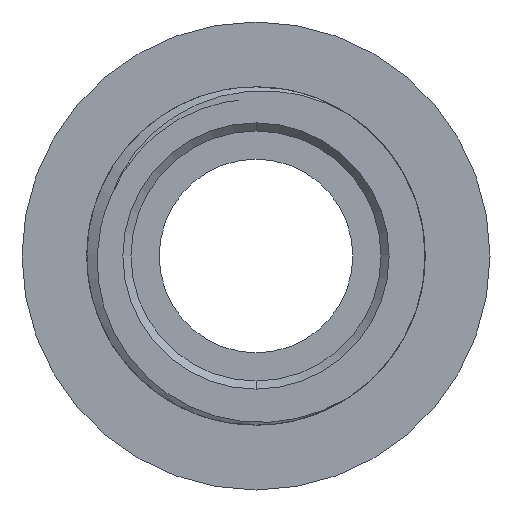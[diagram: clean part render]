
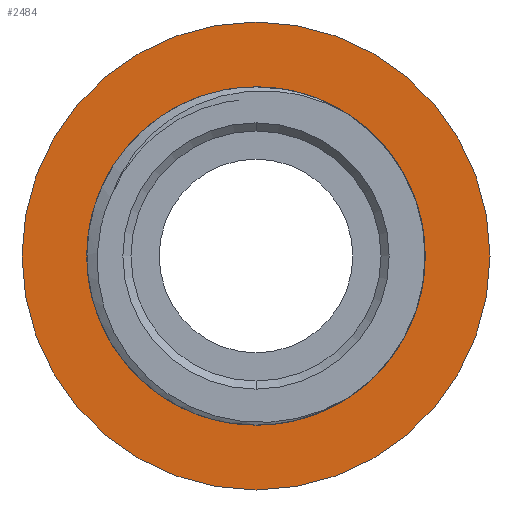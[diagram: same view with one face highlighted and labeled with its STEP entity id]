
A CAD part, front view. The second image highlights one B-rep face of the part: STEP entity #2484.
In plain terms, the highlighted planar face has unit normal (0, -1, 0).
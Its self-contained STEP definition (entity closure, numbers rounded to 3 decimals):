
#53 = CARTESIAN_POINT ( 'NONE',  ( 0., -9., 0. ) ) ;
#244 = CIRCLE ( 'NONE', #2201, 29. ) ;
#389 = ORIENTED_EDGE ( 'NONE', *, *, #1161, .F. ) ;
#437 = CARTESIAN_POINT ( 'NONE',  ( 0., -9., 0. ) ) ;
#675 = CARTESIAN_POINT ( 'NONE',  ( 0., -9., 29. ) ) ;
#855 = DIRECTION ( 'NONE',  ( 0., 0., -1. ) ) ;
#935 = CIRCLE ( 'NONE', #5188, 29. ) ;
#1086 = VERTEX_POINT ( 'NONE', #3139 ) ;
#1161 = EDGE_CURVE ( 'NONE', #3058, #4425, #5278, .T. ) ;
#1752 = ORIENTED_EDGE ( 'NONE', *, *, #2158, .F. ) ;
#1802 = AXIS2_PLACEMENT_3D ( 'NONE', #53, #4987, #2560 ) ;
#1823 = CARTESIAN_POINT ( 'NONE',  ( 0., -9., -20.975 ) ) ;
#1844 = DIRECTION ( 'NONE',  ( 0., -1., 0. ) ) ;
#1911 = FACE_OUTER_BOUND ( 'NONE', #2234, .T. ) ;
#2158 = EDGE_CURVE ( 'NONE', #4425, #3058, #4749, .T. ) ;
#2201 = AXIS2_PLACEMENT_3D ( 'NONE', #2372, #5198, #2795 ) ;
#2217 = ORIENTED_EDGE ( 'NONE', *, *, #2433, .T. ) ;
#2232 = EDGE_CURVE ( 'NONE', #1086, #4952, #244, .T. ) ;
#2234 = EDGE_LOOP ( 'NONE', ( #2217, #4137 ) ) ;
#2372 = CARTESIAN_POINT ( 'NONE',  ( 0., -9., 0. ) ) ;
#2433 = EDGE_CURVE ( 'NONE', #4952, #1086, #935, .T. ) ;
#2484 = ADVANCED_FACE ( 'NONE', ( #1911, #3028 ), #4957, .T. ) ;
#2560 = DIRECTION ( 'NONE',  ( 0., 0., -1. ) ) ;
#2625 = EDGE_LOOP ( 'NONE', ( #1752, #389 ) ) ;
#2795 = DIRECTION ( 'NONE',  ( 0., 0., -1. ) ) ;
#3028 = FACE_BOUND ( 'NONE', #2625, .T. ) ;
#3058 = VERTEX_POINT ( 'NONE', #1823 ) ;
#3139 = CARTESIAN_POINT ( 'NONE',  ( 0., -9., -29. ) ) ;
#3347 = DIRECTION ( 'NONE',  ( 0., -1., 0. ) ) ;
#3727 = DIRECTION ( 'NONE',  ( 0., 0., -1. ) ) ;
#3742 = DIRECTION ( 'NONE',  ( 0., -1., 0. ) ) ;
#3758 = CARTESIAN_POINT ( 'NONE',  ( 0., -9., 0. ) ) ;
#4137 = ORIENTED_EDGE ( 'NONE', *, *, #2232, .T. ) ;
#4341 = CARTESIAN_POINT ( 'NONE',  ( 0., -9., 0. ) ) ;
#4370 = AXIS2_PLACEMENT_3D ( 'NONE', #3758, #3742, #3727 ) ;
#4425 = VERTEX_POINT ( 'NONE', #4884 ) ;
#4733 = DIRECTION ( 'NONE',  ( 0., 0., -1. ) ) ;
#4749 = CIRCLE ( 'NONE', #5277, 20.975 ) ;
#4884 = CARTESIAN_POINT ( 'NONE',  ( 0., -9., 20.975 ) ) ;
#4952 = VERTEX_POINT ( 'NONE', #675 ) ;
#4957 = PLANE ( 'NONE',  #1802 ) ;
#4987 = DIRECTION ( 'NONE',  ( 0., -1., 0. ) ) ;
#5188 = AXIS2_PLACEMENT_3D ( 'NONE', #437, #3347, #855 ) ;
#5198 = DIRECTION ( 'NONE',  ( 0., -1., 0. ) ) ;
#5277 = AXIS2_PLACEMENT_3D ( 'NONE', #4341, #1844, #4733 ) ;
#5278 = CIRCLE ( 'NONE', #4370, 20.975 ) ;
